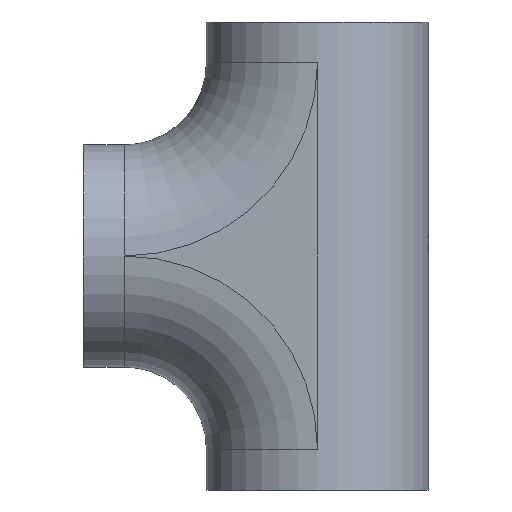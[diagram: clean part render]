
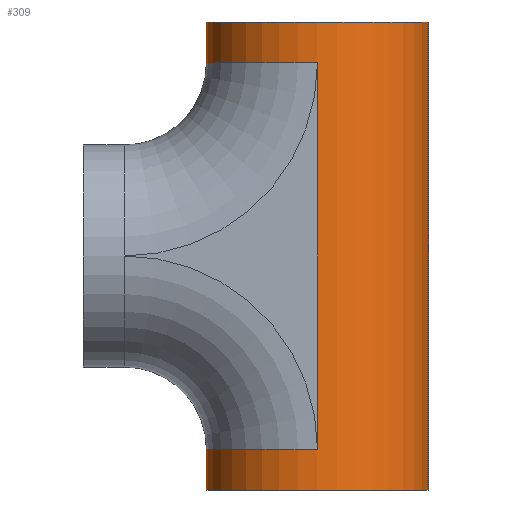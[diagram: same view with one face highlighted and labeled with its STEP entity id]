
A CAD part, left-side view. The second image highlights one B-rep face of the part: STEP entity #309.
In plain terms, the highlighted cylindrical face has radius 30.15 mm (diameter 60.3 mm), a partial arc.
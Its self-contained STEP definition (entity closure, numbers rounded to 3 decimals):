
#7 = CARTESIAN_POINT ( 'NONE',  ( 0., -30.15, 63.5 ) ) ;
#41 = AXIS2_PLACEMENT_3D ( 'NONE', #759, #161, #171 ) ;
#60 = VERTEX_POINT ( 'NONE', #749 ) ;
#62 = CARTESIAN_POINT ( 'NONE',  ( 0., 0., 63.5 ) ) ;
#68 = ORIENTED_EDGE ( 'NONE', *, *, #672, .T. ) ;
#76 = ORIENTED_EDGE ( 'NONE', *, *, #170, .F. ) ;
#81 = CARTESIAN_POINT ( 'NONE',  ( 0., 0., 63.5 ) ) ;
#92 = VERTEX_POINT ( 'NONE', #361 ) ;
#122 = CARTESIAN_POINT ( 'NONE',  ( 0., -30.15, -63.5 ) ) ;
#125 = VERTEX_POINT ( 'NONE', #122 ) ;
#152 = CARTESIAN_POINT ( 'NONE',  ( 0., 30.15, 63.5 ) ) ;
#161 = DIRECTION ( 'NONE',  ( 0., 0., -1. ) ) ;
#170 = EDGE_CURVE ( 'NONE', #254, #195, #579, .T. ) ;
#171 = DIRECTION ( 'NONE',  ( 1., 0., 0. ) ) ;
#195 = VERTEX_POINT ( 'NONE', #7 ) ;
#210 = VERTEX_POINT ( 'NONE', #572 ) ;
#217 = AXIS2_PLACEMENT_3D ( 'NONE', #81, #720, #365 ) ;
#224 = AXIS2_PLACEMENT_3D ( 'NONE', #62, #705, #351 ) ;
#227 = CARTESIAN_POINT ( 'NONE',  ( 0., 0., 52.383 ) ) ;
#245 = DIRECTION ( 'NONE',  ( 1., 0., 0. ) ) ;
#254 = VERTEX_POINT ( 'NONE', #608 ) ;
#271 = DIRECTION ( 'NONE',  ( 0., 0., -1. ) ) ;
#298 = AXIS2_PLACEMENT_3D ( 'NONE', #227, #644, #245 ) ;
#308 = CARTESIAN_POINT ( 'NONE',  ( 0., 0., -63.5 ) ) ;
#309 = ADVANCED_FACE ( 'NONE', ( #479 ), #731, .T. ) ;
#315 = CARTESIAN_POINT ( 'NONE',  ( 0., 30.15, 52.383 ) ) ;
#329 = DIRECTION ( 'NONE',  ( 0., 0., -1. ) ) ;
#332 = ORIENTED_EDGE ( 'NONE', *, *, #538, .T. ) ;
#339 = LINE ( 'NONE', #584, #493 ) ;
#346 = LINE ( 'NONE', #458, #360 ) ;
#350 = EDGE_CURVE ( 'NONE', #125, #210, #617, .T. ) ;
#351 = DIRECTION ( 'NONE',  ( 1., 0., 0. ) ) ;
#360 = VECTOR ( 'NONE', #704, 1000. ) ;
#361 = CARTESIAN_POINT ( 'NONE',  ( 0., 30.15, -52.383 ) ) ;
#365 = DIRECTION ( 'NONE',  ( 0., 1., 0. ) ) ;
#383 = ORIENTED_EDGE ( 'NONE', *, *, #638, .T. ) ;
#386 = EDGE_CURVE ( 'NONE', #92, #210, #621, .T. ) ;
#391 = ORIENTED_EDGE ( 'NONE', *, *, #648, .F. ) ;
#406 = DIRECTION ( 'NONE',  ( 0., 0., -1. ) ) ;
#425 = EDGE_LOOP ( 'NONE', ( #391, #76, #556, #68, #332, #383, #743, #522 ) ) ;
#431 = DIRECTION ( 'NONE',  ( 0., 0., -1. ) ) ;
#442 = CARTESIAN_POINT ( 'NONE',  ( 0., 30.15, 63.5 ) ) ;
#454 = EDGE_CURVE ( 'NONE', #254, #733, #624, .T. ) ;
#456 = VERTEX_POINT ( 'NONE', #687 ) ;
#458 = CARTESIAN_POINT ( 'NONE',  ( -30.15, 0., 52.383 ) ) ;
#479 = FACE_OUTER_BOUND ( 'NONE', #425, .T. ) ;
#493 = VECTOR ( 'NONE', #406, 1000. ) ;
#522 = ORIENTED_EDGE ( 'NONE', *, *, #350, .F. ) ;
#538 = EDGE_CURVE ( 'NONE', #60, #456, #346, .T. ) ;
#556 = ORIENTED_EDGE ( 'NONE', *, *, #454, .T. ) ;
#572 = CARTESIAN_POINT ( 'NONE',  ( 0., 30.15, -63.5 ) ) ;
#579 = CIRCLE ( 'NONE', #224, 30.15 ) ;
#584 = CARTESIAN_POINT ( 'NONE',  ( 0., -30.15, 63.5 ) ) ;
#589 = VECTOR ( 'NONE', #271, 1000. ) ;
#608 = CARTESIAN_POINT ( 'NONE',  ( 0., 30.15, 63.5 ) ) ;
#617 = CIRCLE ( 'NONE', #680, 30.15 ) ;
#621 = LINE ( 'NONE', #442, #589 ) ;
#624 = LINE ( 'NONE', #152, #642 ) ;
#627 = CIRCLE ( 'NONE', #41, 30.15 ) ;
#638 = EDGE_CURVE ( 'NONE', #456, #92, #627, .T. ) ;
#642 = VECTOR ( 'NONE', #329, 1000. ) ;
#644 = DIRECTION ( 'NONE',  ( 0., 0., 1. ) ) ;
#648 = EDGE_CURVE ( 'NONE', #195, #125, #339, .T. ) ;
#668 = DIRECTION ( 'NONE',  ( 1., 0., 0. ) ) ;
#672 = EDGE_CURVE ( 'NONE', #733, #60, #681, .T. ) ;
#680 = AXIS2_PLACEMENT_3D ( 'NONE', #308, #431, #668 ) ;
#681 = CIRCLE ( 'NONE', #298, 30.15 ) ;
#687 = CARTESIAN_POINT ( 'NONE',  ( -30.15, 0., -52.383 ) ) ;
#704 = DIRECTION ( 'NONE',  ( 0., 0., -1. ) ) ;
#705 = DIRECTION ( 'NONE',  ( 0., 0., 1. ) ) ;
#720 = DIRECTION ( 'NONE',  ( 0., 0., -1. ) ) ;
#731 = CYLINDRICAL_SURFACE ( 'NONE', #217, 30.15 ) ;
#733 = VERTEX_POINT ( 'NONE', #315 ) ;
#743 = ORIENTED_EDGE ( 'NONE', *, *, #386, .T. ) ;
#749 = CARTESIAN_POINT ( 'NONE',  ( -30.15, 0., 52.383 ) ) ;
#759 = CARTESIAN_POINT ( 'NONE',  ( 0., 0., -52.383 ) ) ;
